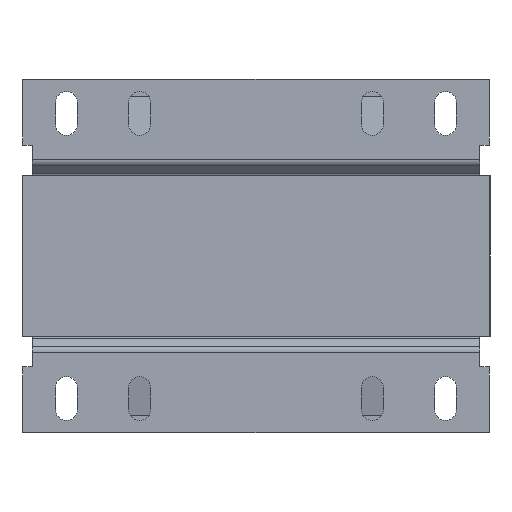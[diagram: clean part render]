
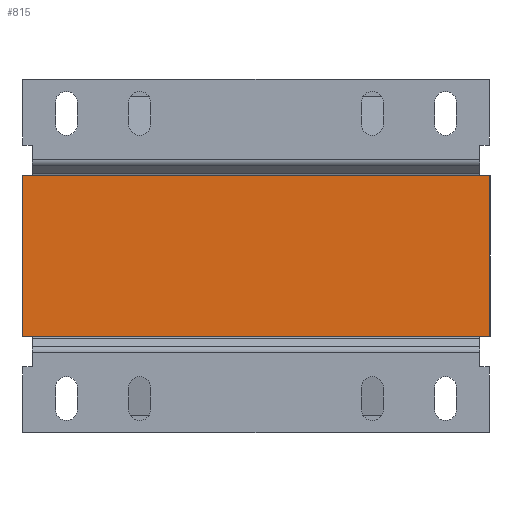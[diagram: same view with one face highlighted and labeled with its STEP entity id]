
A CAD part, front view. The second image highlights one B-rep face of the part: STEP entity #815.
In plain terms, the highlighted planar face has unit normal (0, -1, 0).
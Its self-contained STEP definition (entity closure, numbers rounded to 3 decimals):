
#26 = VERTEX_POINT ( 'NONE', #5658 ) ;
#28 = FACE_OUTER_BOUND ( 'NONE', #1520, .T. ) ;
#74 = VECTOR ( 'NONE', #2597, 1000. ) ;
#157 = ORIENTED_EDGE ( 'NONE', *, *, #4208, .T. ) ;
#191 = LINE ( 'NONE', #3975, #74 ) ;
#276 = EDGE_CURVE ( 'Defeature ausgef�hrt1_98+Defeature ausgef�hrt1_100+Defeature ausgef�hrt1_99+Defeature ausgef�hrt1_76', #7340, #5372, #6968, .T. ) ;
#294 = PLANE ( 'NONE',  #7383 ) ;
#349 = ORIENTED_EDGE ( 'NONE', *, *, #276, .T. ) ;
#404 = CARTESIAN_POINT ( 'NONE',  ( -91.75, -82.5, -33. ) ) ;
#576 = LINE ( 'NONE', #6148, #3928 ) ;
#678 = CARTESIAN_POINT ( 'NONE',  ( 95.75, -82.5, 74. ) ) ;
#815 = ADVANCED_FACE ( 'Defeature ausgef�hrt1_98', ( #28 ), #294, .F. ) ;
#968 = LINE ( 'NONE', #6604, #2271 ) ;
#1083 = CARTESIAN_POINT ( 'NONE',  ( 95.75, -82.5, 33. ) ) ;
#1281 = VECTOR ( 'NONE', #3983, 1000. ) ;
#1366 = ORIENTED_EDGE ( 'NONE', *, *, #5064, .F. ) ;
#1374 = DIRECTION ( 'NONE',  ( 0., 0., -1. ) ) ;
#1432 = ORIENTED_EDGE ( 'NONE', *, *, #6835, .F. ) ;
#1495 = CARTESIAN_POINT ( 'NONE',  ( -95.75, -82.5, -33. ) ) ;
#1520 = EDGE_LOOP ( 'NONE', ( #1644, #5001, #1432, #6544, #1366, #157, #1619, #349 ) ) ;
#1619 = ORIENTED_EDGE ( 'NONE', *, *, #6288, .F. ) ;
#1644 = ORIENTED_EDGE ( 'NONE', *, *, #2187, .F. ) ;
#1934 = CARTESIAN_POINT ( 'NONE',  ( -95.75, -82.5, 74. ) ) ;
#2173 = LINE ( 'NONE', #678, #6580 ) ;
#2187 = EDGE_CURVE ( 'Defeature ausgef�hrt1_76+Defeature ausgef�hrt1_98+Defeature ausgef�hrt1_78+Defeature ausgef�hrt1_77', #3146, #5372, #576, .T. ) ;
#2271 = VECTOR ( 'NONE', #7845, 1000. ) ;
#2366 = DIRECTION ( 'NONE',  ( 0., 1., 0. ) ) ;
#2488 = CARTESIAN_POINT ( 'NONE',  ( 0., -82.5, 0. ) ) ;
#2597 = DIRECTION ( 'NONE',  ( 1., 0., 0. ) ) ;
#2795 = DIRECTION ( 'NONE',  ( -1., 0., 0. ) ) ;
#3136 = LINE ( 'NONE', #1934, #1281 ) ;
#3143 = CARTESIAN_POINT ( 'NONE',  ( 91.75, -82.5, 33. ) ) ;
#3146 = VERTEX_POINT ( 'NONE', #3978 ) ;
#3477 = CARTESIAN_POINT ( 'NONE',  ( 95.75, -82.5, -33. ) ) ;
#3513 = VECTOR ( 'NONE', #2795, 1000. ) ;
#3854 = VERTEX_POINT ( 'NONE', #3477 ) ;
#3855 = CARTESIAN_POINT ( 'NONE',  ( 95.75, -82.5, 33. ) ) ;
#3928 = VECTOR ( 'NONE', #7477, 1000. ) ;
#3975 = CARTESIAN_POINT ( 'NONE',  ( 95.75, -82.5, -33. ) ) ;
#3978 = CARTESIAN_POINT ( 'NONE',  ( -91.75, -82.5, 33. ) ) ;
#3983 = DIRECTION ( 'NONE',  ( 0., 0., 1. ) ) ;
#4208 = EDGE_CURVE ( 'Defeature ausgef�hrt1_98+Defeature ausgef�hrt1_97+Defeature ausgef�hrt1_93+Defeature ausgef�hrt1_99', #7574, #3854, #191, .T. ) ;
#4306 = LINE ( 'NONE', #4958, #6353 ) ;
#4561 = DIRECTION ( 'NONE',  ( -1., 0., 0. ) ) ;
#4909 = LINE ( 'NONE', #8915, #3513 ) ;
#4958 = CARTESIAN_POINT ( 'NONE',  ( -91.75, -82.5, -33. ) ) ;
#5001 = ORIENTED_EDGE ( 'NONE', *, *, #6568, .T. ) ;
#5064 = EDGE_CURVE ( 'Defeature ausgef�hrt1_93+Defeature ausgef�hrt1_98+Defeature ausgef�hrt1_95+Defeature ausgef�hrt1_94', #7574, #6531, #4909, .T. ) ;
#5143 = VECTOR ( 'NONE', #4561, 1000. ) ;
#5372 = VERTEX_POINT ( 'NONE', #3143 ) ;
#5524 = CARTESIAN_POINT ( 'NONE',  ( 91.75, -82.5, -33. ) ) ;
#5658 = CARTESIAN_POINT ( 'NONE',  ( -95.75, -82.5, 33. ) ) ;
#6148 = CARTESIAN_POINT ( 'NONE',  ( 0., -82.5, 33. ) ) ;
#6288 = EDGE_CURVE ( 'Defeature ausgef�hrt1_99+Defeature ausgef�hrt1_98+Defeature ausgef�hrt1_100+Defeature ausgef�hrt1_97', #7340, #3854, #2173, .T. ) ;
#6353 = VECTOR ( 'NONE', #7028, 1000. ) ;
#6531 = VERTEX_POINT ( 'NONE', #404 ) ;
#6544 = ORIENTED_EDGE ( 'NONE', *, *, #7022, .T. ) ;
#6568 = EDGE_CURVE ( 'Defeature ausgef�hrt1_98+Defeature ausgef�hrt1_101+Defeature ausgef�hrt1_76+Defeature ausgef�hrt1_102', #3146, #26, #968, .T. ) ;
#6580 = VECTOR ( 'NONE', #1374, 1000. ) ;
#6604 = CARTESIAN_POINT ( 'NONE',  ( -91.75, -82.5, 33. ) ) ;
#6835 = EDGE_CURVE ( 'Defeature ausgef�hrt1_102+Defeature ausgef�hrt1_98+Defeature ausgef�hrt1_96+Defeature ausgef�hrt1_101', #8249, #26, #3136, .T. ) ;
#6968 = LINE ( 'NONE', #3855, #5143 ) ;
#7022 = EDGE_CURVE ( 'Defeature ausgef�hrt1_98+Defeature ausgef�hrt1_96+Defeature ausgef�hrt1_102+Defeature ausgef�hrt1_93', #8249, #6531, #4306, .T. ) ;
#7028 = DIRECTION ( 'NONE',  ( 1., 0., 0. ) ) ;
#7340 = VERTEX_POINT ( 'NONE', #1083 ) ;
#7383 = AXIS2_PLACEMENT_3D ( 'NONE', #2488, #2366, #8627 ) ;
#7477 = DIRECTION ( 'NONE',  ( 1., 0., 0. ) ) ;
#7574 = VERTEX_POINT ( 'NONE', #5524 ) ;
#7845 = DIRECTION ( 'NONE',  ( -1., 0., 0. ) ) ;
#8249 = VERTEX_POINT ( 'NONE', #1495 ) ;
#8627 = DIRECTION ( 'NONE',  ( 0., 0., 1. ) ) ;
#8915 = CARTESIAN_POINT ( 'NONE',  ( 0., -82.5, -33. ) ) ;
